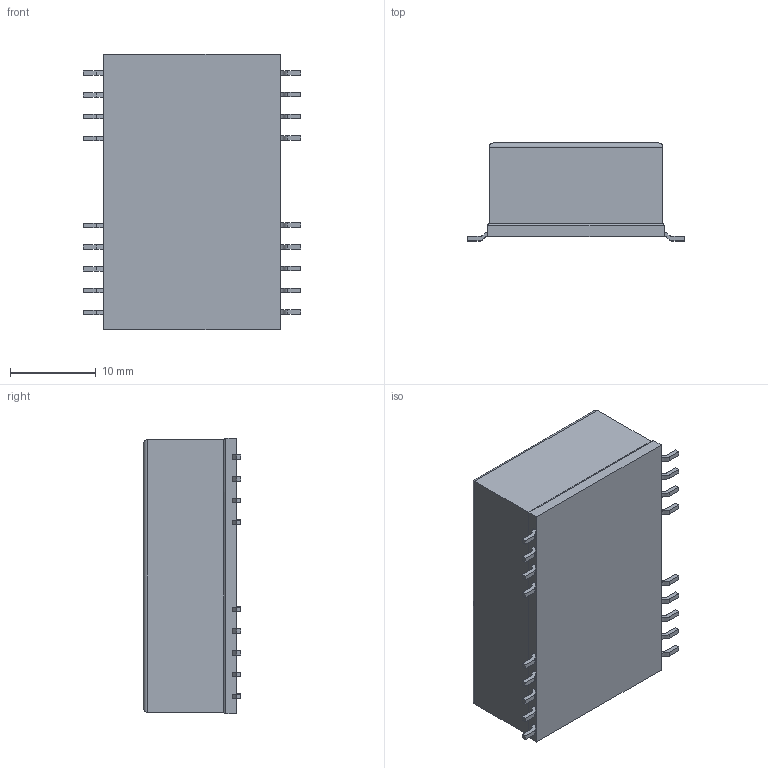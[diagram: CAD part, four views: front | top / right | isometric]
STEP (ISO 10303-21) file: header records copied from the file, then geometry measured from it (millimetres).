
FILE_DESCRIPTION(/* description */ (''),/* implementation_level */ '2;1');
FILE_NAME(/* name */ 'LDD-350HS.step',/* time_stamp */ '2024-05-17T15:05:47-07:00',/* author */ (''),/* organization */ (''),/* preprocessor_version */ 'ST-DEVELOPER v20',/* originating_system */ 'Autodesk Translation Framework v12.20.1.177',/* authorisation */ '');
FILE_SCHEMA (('AUTOMOTIVE_DESIGN { 1 0 10303 214 3 1 1 }'));
Length unit declared in the file: millimetre
Products named in the file (1): LDD-350HS
Bounding box: 25.39 x 11.4 x 32.2 mm (x, y, z)
Volume: 7077.6 mm3; surface area: 2580.6 mm2
Topology: 21 solids, 21 shells, 1410 faces, 3798 edges, 2530 vertices
Faces by surface type: plane 828, bspline 565, cylinder 17
Full cylindrical faces by diameter (mm): 1.5 x1
Entity records: 47201 total; most frequent: CARTESIAN_POINT 15595, ORIENTED_EDGE 7596, DIRECTION 4388, EDGE_CURVE 3798, LINE 2636, VECTOR 2636, VERTEX_POINT 2530, EDGE_LOOP 1526
